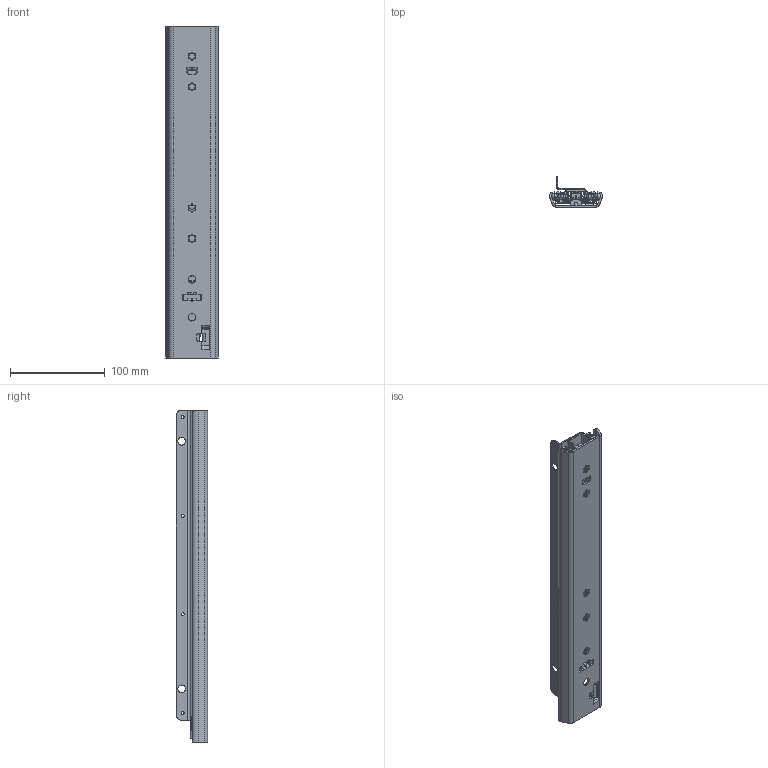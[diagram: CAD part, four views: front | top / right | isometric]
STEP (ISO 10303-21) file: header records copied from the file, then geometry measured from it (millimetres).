
FILE_DESCRIPTION((''),'2;1');
FILE_NAME('112-S42_ASM','2015-05-08T',('w.jans'),(''),'PRO/ENGINEER BY PARAMETRIC TECHNOLOGY CORPORATION, 2003450','PRO/ENGINEER BY PARAMETRIC TECHNOLOGY CORPORATION, 2003450','');
FILE_SCHEMA(('CONFIG_CONTROL_DESIGN'));
Length unit declared in the file: millimetre
Products named in the file (26): 112-S42-SKEL; 511-12-S42-HD_AF0; 511-12-S42-HD_ASM; 515-6XX-12-S42; 911-074; 515-6XX-12-S42_ASM; 512-12-S42-UA2; 512-12-S42-UA2_ASM; 515-7XX-12-S42_AF0; 911-075_AF0; 911-075_AF1; 911-075_AF2; 911-075_AF3; 911-075_AF4; 911-075_AF5; 911-075_AF6; 911-075_AF7; 911-075_AF8; 911-075_AF9; 911-075_AF10; 911-075_AF11; 515-7XX-12-S42_ASM; 513-12-S42-U3; 516-033; 513-12-S42-U3_ASM; 112-S42_ASM
Assembly tree (42 placements, depth 3):
  112-S42_ASM
    112-S42-SKEL
    511-12-S42-HD_ASM
      511-12-S42-HD_AF0
    515-6XX-12-S42_ASM
      515-6XX-12-S42
      911-074  x18
    512-12-S42-UA2_ASM
      512-12-S42-UA2
    515-7XX-12-S42_ASM
      515-7XX-12-S42_AF0
      911-075_AF0
      911-075_AF1
      911-075_AF2
      911-075_AF3
      911-075_AF4
      911-075_AF5
      911-075_AF6
      911-075_AF7
      911-075_AF8
      911-075_AF9
      911-075_AF10
      911-075_AF11
    513-12-S42-U3_ASM
      513-12-S42-U3
      516-033
Bounding box: 55.79 x 32.8 x 350 mm (x, y, z)
Volume: 135884.9 mm3; surface area: 182546.6 mm2
Topology: 36 solids, 36 shells, 1135 faces, 3247 edges, 2054 vertices
Faces by surface type: plane 585, cylinder 450, sphere 60, cone 24, torus 16
Entity records: 38859 total; most frequent: CARTESIAN_POINT 9249, ORIENTED_EDGE 6186, DIRECTION 6122, EDGE_CURVE 3093, AXIS2_PLACEMENT_3D 2100, VERTEX_POINT 2020, VECTOR 1922, LINE 1922
